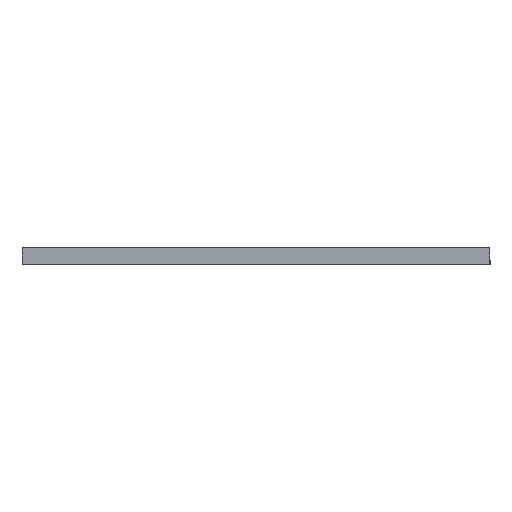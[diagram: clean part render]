
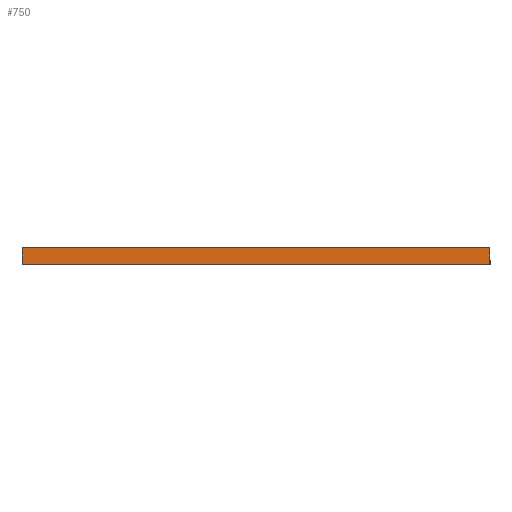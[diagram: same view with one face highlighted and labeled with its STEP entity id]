
A CAD part, left-side view. The second image highlights one B-rep face of the part: STEP entity #750.
In plain terms, the highlighted planar face has unit normal (-1, 0, 0).
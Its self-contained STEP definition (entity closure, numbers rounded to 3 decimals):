
#60=PLANE('',#841);
#96=FACE_OUTER_BOUND('',#156,.T.);
#156=EDGE_LOOP('',(#691,#692,#693,#694));
#180=LINE('',#1163,#242);
#202=LINE('',#1223,#264);
#207=LINE('',#1240,#269);
#209=LINE('',#1243,#271);
#242=VECTOR('',#950,10.);
#264=VECTOR('',#1008,10.);
#269=VECTOR('',#1023,10.);
#271=VECTOR('',#1027,10.);
#354=VERTEX_POINT('',#1160);
#355=VERTEX_POINT('',#1162);
#375=VERTEX_POINT('',#1222);
#382=VERTEX_POINT('',#1239);
#436=EDGE_CURVE('',#354,#355,#180,.T.);
#466=EDGE_CURVE('',#375,#355,#202,.T.);
#475=EDGE_CURVE('',#375,#382,#207,.T.);
#477=EDGE_CURVE('',#382,#354,#209,.T.);
#691=ORIENTED_EDGE('',*,*,#466,.T.);
#692=ORIENTED_EDGE('',*,*,#436,.F.);
#693=ORIENTED_EDGE('',*,*,#477,.F.);
#694=ORIENTED_EDGE('',*,*,#475,.F.);
#750=ADVANCED_FACE('',(#96),#60,.T.);
#841=AXIS2_PLACEMENT_3D('',#1270,#1059,#1060);
#950=DIRECTION('',(0.,0.,1.));
#1008=DIRECTION('',(0.,1.,0.));
#1023=DIRECTION('',(0.,0.,-1.));
#1027=DIRECTION('',(0.,1.,0.));
#1059=DIRECTION('center_axis',(-1.,0.,0.));
#1060=DIRECTION('ref_axis',(0.,1.,0.));
#1160=CARTESIAN_POINT('',(-312.99,96.995,-528.21));
#1162=CARTESIAN_POINT('',(-312.99,96.995,-525.21));
#1163=CARTESIAN_POINT('',(-312.99,96.995,-525.21));
#1222=CARTESIAN_POINT('',(-312.99,9.995,-525.21));
#1223=CARTESIAN_POINT('',(-312.99,9.995,-525.21));
#1239=CARTESIAN_POINT('',(-312.99,9.995,-528.21));
#1240=CARTESIAN_POINT('',(-312.99,9.995,-525.21));
#1243=CARTESIAN_POINT('',(-312.99,9.995,-528.21));
#1270=CARTESIAN_POINT('Origin',(-312.99,9.995,-525.21));
